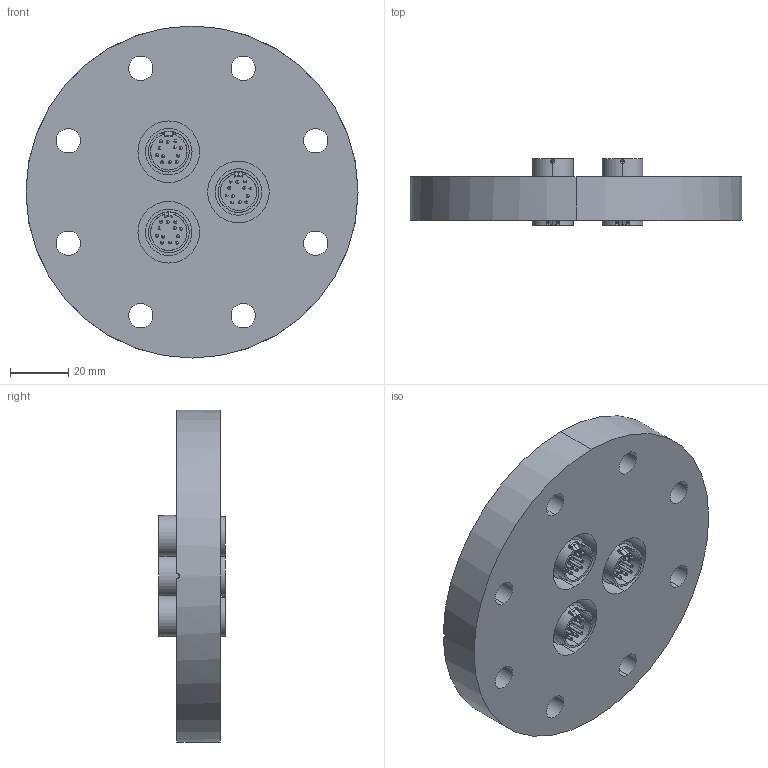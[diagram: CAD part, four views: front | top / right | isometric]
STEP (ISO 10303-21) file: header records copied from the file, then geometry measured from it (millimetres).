
FILE_DESCRIPTION (( 'STEP AP214' ), '1' );
FILE_NAME ('220-CM12-C63-3.STEP', '2020-09-23T06:55:17', ( '' ), ( '' ), 'SwSTEP 2.0', 'SolidWorks 2017', '' );
FILE_SCHEMA (( 'AUTOMOTIVE_DESIGN' ));
Length unit declared in the file: millimetre
Products named in the file (6): 9220-CM-W-V0914_Einbuchtung-neu; 9220-PIN-FENI_pin vergd; 9220-CMX-C63-X_9220-CMX-C63-3; 220-CM12-C63-3; 9220-CM-GLASS12-PLATE; 220-CM12_220-CM-ohne Logo
Assembly tree (18 placements, depth 3):
  220-CM12-C63-3
    9220-CMX-C63-X_9220-CMX-C63-3
    220-CM12_220-CM-ohne Logo  x3
      9220-CM-W-V0914_Einbuchtung-neu
      9220-CM-GLASS12-PLATE
      9220-PIN-FENI_pin vergd
Bounding box: 114.3 x 22.9 x 114.3 mm (x, y, z)
Volume: 133079.9 mm3; surface area: 41548.7 mm2
Topology: 43 solids, 43 shells, 492 faces, 1367 edges, 832 vertices
Faces by surface type: cylinder 235, sphere 144, plane 61, torus 21, cone 19, bspline 12
Entity records: 4564 total; most frequent: CARTESIAN_POINT 1065, DIRECTION 742, ORIENTED_EDGE 638, AXIS2_PLACEMENT_3D 321, EDGE_CURVE 319, VERTEX_POINT 210, CIRCLE 181, EDGE_LOOP 175
